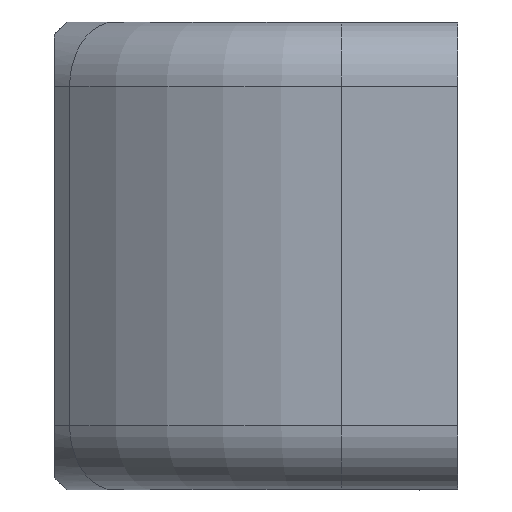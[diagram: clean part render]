
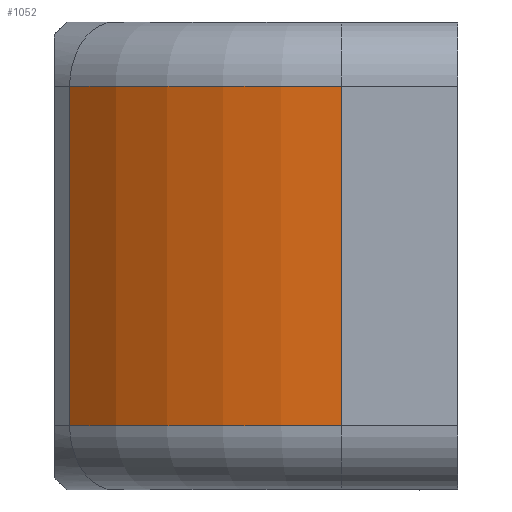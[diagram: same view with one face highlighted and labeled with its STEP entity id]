
A CAD part, front view. The second image highlights one B-rep face of the part: STEP entity #1052.
In plain terms, the highlighted cylindrical face has radius 12 mm (diameter 24 mm), a partial arc.
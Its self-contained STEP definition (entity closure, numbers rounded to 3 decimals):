
#91=CYLINDRICAL_SURFACE('',#1158,12.);
#130=FACE_OUTER_BOUND('',#201,.T.);
#201=EDGE_LOOP('',(#782,#783,#784,#785));
#285=LINE('',#1718,#356);
#286=LINE('',#1721,#357);
#356=VECTOR('',#1361,10.);
#357=VECTOR('',#1364,10.);
#418=CIRCLE('',#1155,12.);
#420=CIRCLE('',#1159,12.);
#496=VERTEX_POINT('',#1705);
#497=VERTEX_POINT('',#1709);
#499=VERTEX_POINT('',#1717);
#500=VERTEX_POINT('',#1719);
#602=EDGE_CURVE('',#496,#497,#418,.T.);
#605=EDGE_CURVE('',#496,#499,#285,.T.);
#606=EDGE_CURVE('',#500,#499,#420,.T.);
#607=EDGE_CURVE('',#500,#497,#286,.T.);
#782=ORIENTED_EDGE('',*,*,#602,.F.);
#783=ORIENTED_EDGE('',*,*,#605,.T.);
#784=ORIENTED_EDGE('',*,*,#606,.F.);
#785=ORIENTED_EDGE('',*,*,#607,.T.);
#1052=ADVANCED_FACE('',(#130),#91,.T.);
#1155=AXIS2_PLACEMENT_3D('',#1711,#1352,#1353);
#1158=AXIS2_PLACEMENT_3D('',#1716,#1359,#1360);
#1159=AXIS2_PLACEMENT_3D('',#1720,#1362,#1363);
#1352=DIRECTION('center_axis',(0.,0.,
1.));
#1353=DIRECTION('ref_axis',(-0.383,-0.924,0.));
#1359=DIRECTION('center_axis',(0.,0.,
1.));
#1360=DIRECTION('ref_axis',(-0.383,-0.924,0.));
#1361=DIRECTION('',(0.,0.,-1.));
#1362=DIRECTION('center_axis',(0.,0.,
-1.));
#1363=DIRECTION('ref_axis',(-0.383,-0.924,0.));
#1364=DIRECTION('',(0.,0.,1.));
#1705=CARTESIAN_POINT('',(125.835,347.615,274.));
#1709=CARTESIAN_POINT('',(134.321,344.1,274.));
#1711=CARTESIAN_POINT('Origin',(134.321,356.1,274.));
#1716=CARTESIAN_POINT('Origin',(134.321,356.1,263.726));
#1717=CARTESIAN_POINT('',(125.835,347.615,263.4));
#1718=CARTESIAN_POINT('',(125.835,347.615,263.726));
#1719=CARTESIAN_POINT('',(134.321,344.1,263.4));
#1720=CARTESIAN_POINT('Origin',(134.321,356.1,263.4));
#1721=CARTESIAN_POINT('',(134.321,344.1,263.726));
